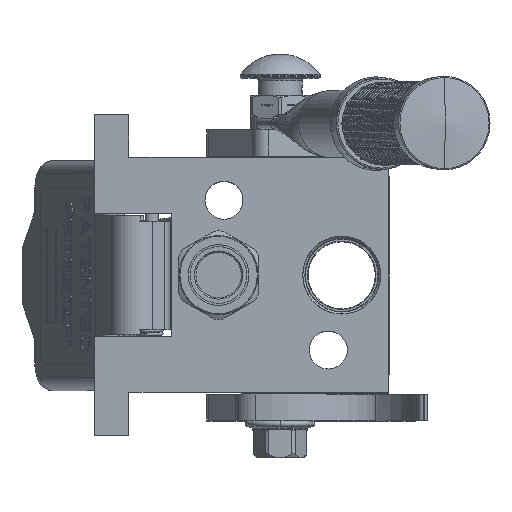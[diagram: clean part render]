
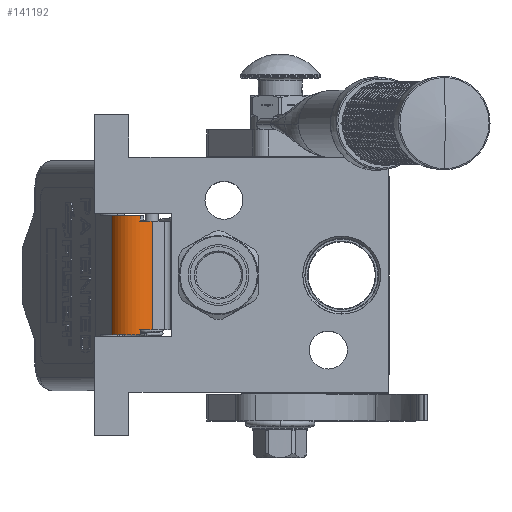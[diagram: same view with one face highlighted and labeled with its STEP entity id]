
A CAD part, top view. The second image highlights one B-rep face of the part: STEP entity #141192.
In plain terms, the highlighted cylindrical face has radius 9.5 mm (diameter 19 mm), a partial arc.
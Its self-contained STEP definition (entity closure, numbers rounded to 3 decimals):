
#3318 = CARTESIAN_POINT ( 'NONE',  ( -20.25, 0., -56.881 ) ) ;
#4071 = DIRECTION ( 'NONE',  ( 0., -0.385, -0.923 ) ) ;
#6138 = AXIS2_PLACEMENT_3D ( 'NONE', #184824, #68110, #98438 ) ;
#7993 = AXIS2_PLACEMENT_3D ( 'NONE', #176996, #90623, #4071 ) ;
#10492 = CARTESIAN_POINT ( 'NONE',  ( 20.25, 0., -56.881 ) ) ;
#12355 = FACE_OUTER_BOUND ( 'NONE', #94790, .T. ) ;
#12790 = CARTESIAN_POINT ( 'NONE',  ( -20.25, -5.154, -56.269 ) ) ;
#13628 = DIRECTION ( 'NONE',  ( 1., 0., 0. ) ) ;
#19359 = VERTEX_POINT ( 'NONE', #12790 ) ;
#20204 = DIRECTION ( 'NONE',  ( 1., 0., 0. ) ) ;
#21640 = EDGE_CURVE ( 'NONE', #19359, #117750, #101930, .T. ) ;
#22262 = EDGE_CURVE ( 'NONE', #109949, #117750, #158266, .T. ) ;
#23704 = LINE ( 'NONE', #57299, #96014 ) ;
#27105 = ORIENTED_EDGE ( 'NONE', *, *, #61865, .T. ) ;
#35284 = DIRECTION ( 'NONE',  ( 0., 0.158, -0.987 ) ) ;
#36358 = CARTESIAN_POINT ( 'NONE',  ( 20.25, 0., -56.881 ) ) ;
#36694 = CARTESIAN_POINT ( 'NONE',  ( -20.25, -1.5, -47.5 ) ) ;
#37315 = DIRECTION ( 'NONE',  ( 1., 0., 0. ) ) ;
#41497 = CARTESIAN_POINT ( 'NONE',  ( 22.25, 8., -47.5 ) ) ;
#41783 = VERTEX_POINT ( 'NONE', #36358 ) ;
#43373 = DIRECTION ( 'NONE',  ( 1., 0., 0. ) ) ;
#46800 = EDGE_CURVE ( 'NONE', #19359, #123969, #23704, .T. ) ;
#48465 = CYLINDRICAL_SURFACE ( 'NONE', #6138, 9.5 ) ;
#49276 = EDGE_CURVE ( 'NONE', #109949, #100277, #77862, .T. ) ;
#53820 = AXIS2_PLACEMENT_3D ( 'NONE', #36694, #37315, #109403 ) ;
#57299 = CARTESIAN_POINT ( 'NONE',  ( -20.25, -5.154, -56.269 ) ) ;
#57760 = CIRCLE ( 'NONE', #7993, 9.5 ) ;
#61209 = CARTESIAN_POINT ( 'NONE',  ( 20.25, -5.154, -56.269 ) ) ;
#61865 = EDGE_CURVE ( 'NONE', #100277, #123096, #127610, .T. ) ;
#67064 = ORIENTED_EDGE ( 'NONE', *, *, #121045, .F. ) ;
#68110 = DIRECTION ( 'NONE',  ( -1., 0., 0. ) ) ;
#68858 = VECTOR ( 'NONE', #150600, 1000. ) ;
#73642 = ORIENTED_EDGE ( 'NONE', *, *, #182316, .F. ) ;
#74783 = VECTOR ( 'NONE', #140554, 1000. ) ;
#75928 = ORIENTED_EDGE ( 'NONE', *, *, #22262, .F. ) ;
#76975 = LINE ( 'NONE', #10492, #74783 ) ;
#77862 = CIRCLE ( 'NONE', #81765, 9.5 ) ;
#78860 = CARTESIAN_POINT ( 'NONE',  ( 22.25, -1.5, -47.5 ) ) ;
#81765 = AXIS2_PLACEMENT_3D ( 'NONE', #85577, #13628, #114634 ) ;
#85575 = CARTESIAN_POINT ( 'NONE',  ( -22.25, 8., -47.5 ) ) ;
#85577 = CARTESIAN_POINT ( 'NONE',  ( -22.25, -1.5, -47.5 ) ) ;
#90623 = DIRECTION ( 'NONE',  ( 1., 0., 0. ) ) ;
#94790 = EDGE_LOOP ( 'NONE', ( #94958, #156520, #75928, #184732, #27105, #67064, #172421, #73642 ) ) ;
#94958 = ORIENTED_EDGE ( 'NONE', *, *, #46800, .F. ) ;
#96014 = VECTOR ( 'NONE', #43373, 1000. ) ;
#98438 = DIRECTION ( 'NONE',  ( 0., -1., 0. ) ) ;
#100277 = VERTEX_POINT ( 'NONE', #85575 ) ;
#101930 = CIRCLE ( 'NONE', #53820, 9.5 ) ;
#107159 = CARTESIAN_POINT ( 'NONE',  ( -22.25, 8., -47.5 ) ) ;
#109403 = DIRECTION ( 'NONE',  ( 0., -0.385, -0.923 ) ) ;
#109949 = VERTEX_POINT ( 'NONE', #169561 ) ;
#114634 = DIRECTION ( 'NONE',  ( 0., 0.158, -0.987 ) ) ;
#117750 = VERTEX_POINT ( 'NONE', #3318 ) ;
#121045 = EDGE_CURVE ( 'NONE', #124046, #123096, #127047, .T. ) ;
#123096 = VERTEX_POINT ( 'NONE', #41497 ) ;
#123969 = VERTEX_POINT ( 'NONE', #61209 ) ;
#124046 = VERTEX_POINT ( 'NONE', #147634 ) ;
#127047 = CIRCLE ( 'NONE', #146766, 9.5 ) ;
#127610 = LINE ( 'NONE', #107159, #68858 ) ;
#140554 = DIRECTION ( 'NONE',  ( 1., 0., 0. ) ) ;
#141192 = ADVANCED_FACE ( 'NONE', ( #12355 ), #48465, .T. ) ;
#144179 = EDGE_CURVE ( 'NONE', #41783, #124046, #76975, .T. ) ;
#146766 = AXIS2_PLACEMENT_3D ( 'NONE', #78860, #20204, #35284 ) ;
#147634 = CARTESIAN_POINT ( 'NONE',  ( 22.25, 0., -56.881 ) ) ;
#150600 = DIRECTION ( 'NONE',  ( 1., 0., 0. ) ) ;
#154908 = DIRECTION ( 'NONE',  ( 1., 0., 0. ) ) ;
#156520 = ORIENTED_EDGE ( 'NONE', *, *, #21640, .T. ) ;
#158266 = LINE ( 'NONE', #183347, #167370 ) ;
#167370 = VECTOR ( 'NONE', #154908, 1000. ) ;
#169561 = CARTESIAN_POINT ( 'NONE',  ( -22.25, 0., -56.881 ) ) ;
#172421 = ORIENTED_EDGE ( 'NONE', *, *, #144179, .F. ) ;
#176996 = CARTESIAN_POINT ( 'NONE',  ( 20.25, -1.5, -47.5 ) ) ;
#182316 = EDGE_CURVE ( 'NONE', #123969, #41783, #57760, .T. ) ;
#183347 = CARTESIAN_POINT ( 'NONE',  ( -22.25, 0., -56.881 ) ) ;
#184732 = ORIENTED_EDGE ( 'NONE', *, *, #49276, .T. ) ;
#184824 = CARTESIAN_POINT ( 'NONE',  ( -22.25, -1.5, -47.5 ) ) ;
